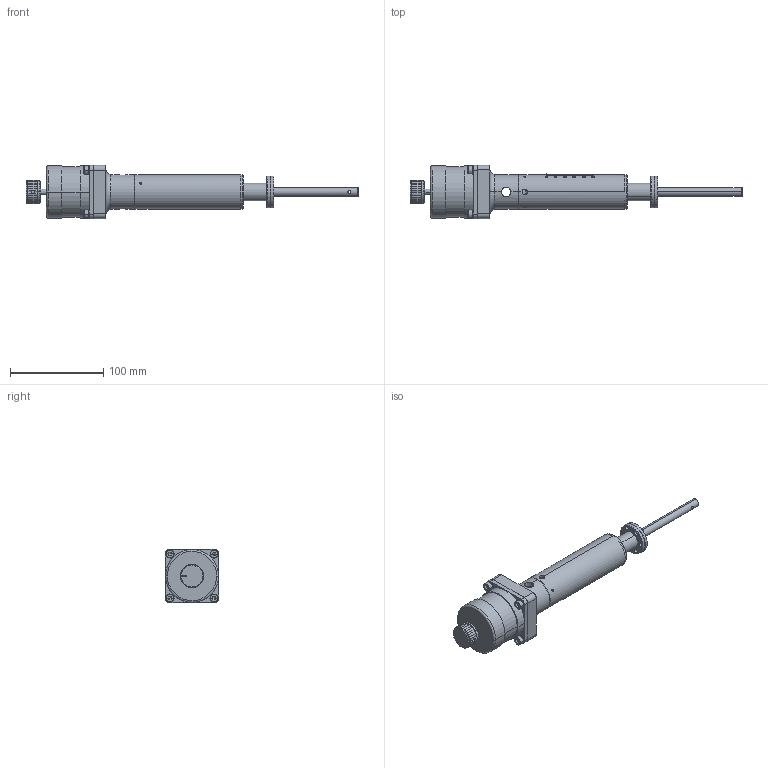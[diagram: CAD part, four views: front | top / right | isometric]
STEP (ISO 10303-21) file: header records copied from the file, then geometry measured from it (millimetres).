
FILE_DESCRIPTION((''),'2;1');
FILE_NAME('LDS950W','2017-05-15T',('gavin.marshall'),(''),'CREO PARAMETRIC BY PTC INC, 2015080','CREO PARAMETRIC BY PTC INC, 2015080','');
FILE_SCHEMA(('AUTOMOTIVE_DESIGN { 1 0 10303 214 1 1 1 1 }'));
Length unit declared in the file: millimetre
Products named in the file (1): LDS950W
Bounding box: 356.3 x 57.3 x 57.3 mm (x, y, z)
Volume: 257528 mm3; surface area: 74849.8 mm2
Topology: 3 solids, 8 shells, 1092 faces, 2894 edges, 1863 vertices
Faces by surface type: plane 463, cylinder 273, bspline 251, cone 80, torus 25
Entity records: 43332 total; most frequent: CARTESIAN_POINT 17374, ORIENTED_EDGE 5760, DIRECTION 4526, EDGE_CURVE 2880, VERTEX_POINT 1863, AXIS2_PLACEMENT_3D 1619, VECTOR 1288, LINE 1288
